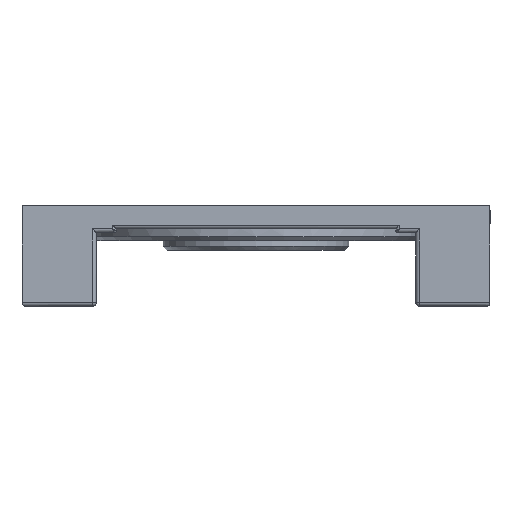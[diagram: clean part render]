
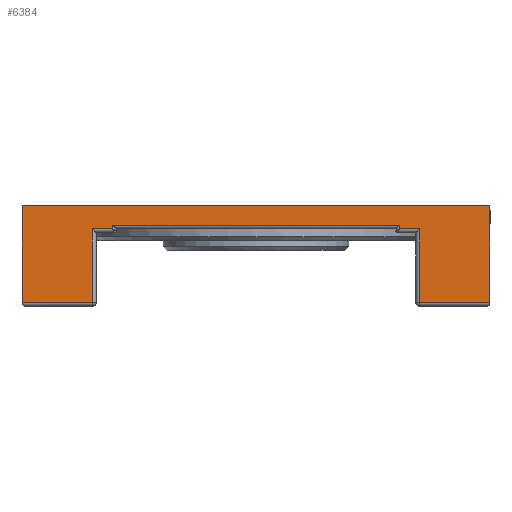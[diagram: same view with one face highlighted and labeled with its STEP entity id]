
A CAD part, front view. The second image highlights one B-rep face of the part: STEP entity #6384.
In plain terms, the highlighted planar face has unit normal (0, -1, 0).
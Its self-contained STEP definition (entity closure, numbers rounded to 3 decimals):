
#79 = ORIENTED_EDGE ( 'NONE', *, *, #3039, .T. ) ;
#83 = CARTESIAN_POINT ( 'NONE',  ( -60.5, -73., 11.5 ) ) ;
#140 = EDGE_LOOP ( 'NONE', ( #2943, #1878, #1732, #6321, #4050, #4253, #5211, #79, #9175, #924, #6864, #1800 ) ) ;
#165 = CARTESIAN_POINT ( 'NONE',  ( -42.288, -73., -13.5 ) ) ;
#292 = VECTOR ( 'NONE', #10029, 1000. ) ;
#361 = LINE ( 'NONE', #5033, #4652 ) ;
#391 = LINE ( 'NONE', #6895, #8732 ) ;
#542 = EDGE_CURVE ( 'NONE', #2422, #9686, #7455, .T. ) ;
#904 = VERTEX_POINT ( 'NONE', #6269 ) ;
#924 = ORIENTED_EDGE ( 'NONE', *, *, #3213, .T. ) ;
#940 = EDGE_CURVE ( 'NONE', #8851, #5053, #3247, .T. ) ;
#1283 = VECTOR ( 'NONE', #4955, 1000. ) ;
#1331 = CARTESIAN_POINT ( 'NONE',  ( 37.108, -73., 6. ) ) ;
#1368 = CARTESIAN_POINT ( 'NONE',  ( -42.288, -73., -13.5 ) ) ;
#1431 = LINE ( 'NONE', #7169, #8024 ) ;
#1531 = EDGE_CURVE ( 'NONE', #4481, #9690, #10007, .T. ) ;
#1732 = ORIENTED_EDGE ( 'NONE', *, *, #2841, .F. ) ;
#1800 = ORIENTED_EDGE ( 'NONE', *, *, #5325, .T. ) ;
#1801 = VECTOR ( 'NONE', #5909, 1000. ) ;
#1878 = ORIENTED_EDGE ( 'NONE', *, *, #7252, .T. ) ;
#2138 = DIRECTION ( 'NONE',  ( 0., 0., -1. ) ) ;
#2326 = LINE ( 'NONE', #3983, #3563 ) ;
#2419 = DIRECTION ( 'NONE',  ( 0., 0., 1. ) ) ;
#2422 = VERTEX_POINT ( 'NONE', #6229 ) ;
#2549 = DIRECTION ( 'NONE',  ( 0., 0., 1. ) ) ;
#2559 = CARTESIAN_POINT ( 'NONE',  ( 37.108, -73., 5.5 ) ) ;
#2610 = DIRECTION ( 'NONE',  ( 0., 0., 1. ) ) ;
#2688 = VECTOR ( 'NONE', #3358, 1000. ) ;
#2836 = EDGE_CURVE ( 'NONE', #8851, #4481, #4168, .T. ) ;
#2841 = EDGE_CURVE ( 'NONE', #5053, #9925, #3409, .T. ) ;
#2940 = AXIS2_PLACEMENT_3D ( 'NONE', #10284, #10228, #2549 ) ;
#2943 = ORIENTED_EDGE ( 'NONE', *, *, #4458, .T. ) ;
#3039 = EDGE_CURVE ( 'NONE', #5035, #2422, #1431, .T. ) ;
#3133 = VECTOR ( 'NONE', #2138, 1000. ) ;
#3139 = DIRECTION ( 'NONE',  ( 0., 0., -1. ) ) ;
#3213 = EDGE_CURVE ( 'NONE', #9686, #10624, #391, .T. ) ;
#3247 = LINE ( 'NONE', #4102, #1283 ) ;
#3358 = DIRECTION ( 'NONE',  ( 0., 0., -1. ) ) ;
#3409 = LINE ( 'NONE', #9973, #292 ) ;
#3563 = VECTOR ( 'NONE', #3139, 1000. ) ;
#3668 = CARTESIAN_POINT ( 'NONE',  ( 38.435, -73., 5.5 ) ) ;
#3931 = VECTOR ( 'NONE', #6997, 1000. ) ;
#3983 = CARTESIAN_POINT ( 'NONE',  ( 42.288, -73., 11.5 ) ) ;
#4050 = ORIENTED_EDGE ( 'NONE', *, *, #2836, .T. ) ;
#4102 = CARTESIAN_POINT ( 'NONE',  ( -60.5, -73., 11.5 ) ) ;
#4168 = LINE ( 'NONE', #83, #2688 ) ;
#4253 = ORIENTED_EDGE ( 'NONE', *, *, #1531, .T. ) ;
#4310 = DIRECTION ( 'NONE',  ( 1., 0., 0. ) ) ;
#4458 = EDGE_CURVE ( 'NONE', #9698, #904, #2326, .T. ) ;
#4481 = VERTEX_POINT ( 'NONE', #8842 ) ;
#4652 = VECTOR ( 'NONE', #8478, 1000. ) ;
#4955 = DIRECTION ( 'NONE',  ( 1., 0., 0. ) ) ;
#5033 = CARTESIAN_POINT ( 'NONE',  ( 60.5, -73., -13.5 ) ) ;
#5035 = VERTEX_POINT ( 'NONE', #5558 ) ;
#5053 = VERTEX_POINT ( 'NONE', #8911 ) ;
#5075 = CARTESIAN_POINT ( 'NONE',  ( -37.108, -73., 6. ) ) ;
#5211 = ORIENTED_EDGE ( 'NONE', *, *, #5405, .T. ) ;
#5325 = EDGE_CURVE ( 'NONE', #10197, #9698, #5375, .T. ) ;
#5375 = LINE ( 'NONE', #3668, #3931 ) ;
#5405 = EDGE_CURVE ( 'NONE', #9690, #5035, #7153, .T. ) ;
#5558 = CARTESIAN_POINT ( 'NONE',  ( -42.288, -73., 5.5 ) ) ;
#5582 = CARTESIAN_POINT ( 'NONE',  ( -42.288, -73., 11.5 ) ) ;
#5629 = VECTOR ( 'NONE', #2419, 1000. ) ;
#5909 = DIRECTION ( 'NONE',  ( 1., 0., 0. ) ) ;
#6150 = CARTESIAN_POINT ( 'NONE',  ( 42.288, -73., 5.5 ) ) ;
#6229 = CARTESIAN_POINT ( 'NONE',  ( -37.108, -73., 5.5 ) ) ;
#6269 = CARTESIAN_POINT ( 'NONE',  ( 42.288, -73., -13.5 ) ) ;
#6305 = CARTESIAN_POINT ( 'NONE',  ( 37.108, -73., 6.5 ) ) ;
#6321 = ORIENTED_EDGE ( 'NONE', *, *, #940, .F. ) ;
#6384 = ADVANCED_FACE ( 'NONE', ( #8307 ), #6995, .F. ) ;
#6687 = CARTESIAN_POINT ( 'NONE',  ( -37.108, -73., 6.5 ) ) ;
#6864 = ORIENTED_EDGE ( 'NONE', *, *, #7484, .T. ) ;
#6882 = CARTESIAN_POINT ( 'NONE',  ( 60.5, -73., -13.5 ) ) ;
#6895 = CARTESIAN_POINT ( 'NONE',  ( -60.5, -73., 6.5 ) ) ;
#6995 = PLANE ( 'NONE',  #2940 ) ;
#6997 = DIRECTION ( 'NONE',  ( 1., 0., 0. ) ) ;
#7153 = LINE ( 'NONE', #5582, #5629 ) ;
#7169 = CARTESIAN_POINT ( 'NONE',  ( -33.93, -73., 5.5 ) ) ;
#7252 = EDGE_CURVE ( 'NONE', #904, #9925, #361, .T. ) ;
#7455 = LINE ( 'NONE', #5075, #9520 ) ;
#7484 = EDGE_CURVE ( 'NONE', #10624, #10197, #8756, .T. ) ;
#8024 = VECTOR ( 'NONE', #10452, 1000. ) ;
#8307 = FACE_OUTER_BOUND ( 'NONE', #140, .T. ) ;
#8478 = DIRECTION ( 'NONE',  ( 1., 0., 0. ) ) ;
#8732 = VECTOR ( 'NONE', #4310, 1000. ) ;
#8756 = LINE ( 'NONE', #1331, #3133 ) ;
#8842 = CARTESIAN_POINT ( 'NONE',  ( -60.5, -73., -13.5 ) ) ;
#8851 = VERTEX_POINT ( 'NONE', #8891 ) ;
#8891 = CARTESIAN_POINT ( 'NONE',  ( -60.5, -73., 11.5 ) ) ;
#8911 = CARTESIAN_POINT ( 'NONE',  ( 60.5, -73., 11.5 ) ) ;
#9175 = ORIENTED_EDGE ( 'NONE', *, *, #542, .T. ) ;
#9520 = VECTOR ( 'NONE', #2610, 1000. ) ;
#9686 = VERTEX_POINT ( 'NONE', #6687 ) ;
#9690 = VERTEX_POINT ( 'NONE', #1368 ) ;
#9698 = VERTEX_POINT ( 'NONE', #6150 ) ;
#9925 = VERTEX_POINT ( 'NONE', #6882 ) ;
#9973 = CARTESIAN_POINT ( 'NONE',  ( 60.5, -73., 11.5 ) ) ;
#10007 = LINE ( 'NONE', #165, #1801 ) ;
#10029 = DIRECTION ( 'NONE',  ( 0., 0., -1. ) ) ;
#10197 = VERTEX_POINT ( 'NONE', #2559 ) ;
#10228 = DIRECTION ( 'NONE',  ( 0., 1., 0. ) ) ;
#10284 = CARTESIAN_POINT ( 'NONE',  ( -60.5, -73., 11.5 ) ) ;
#10452 = DIRECTION ( 'NONE',  ( 1., 0., 0. ) ) ;
#10624 = VERTEX_POINT ( 'NONE', #6305 ) ;
